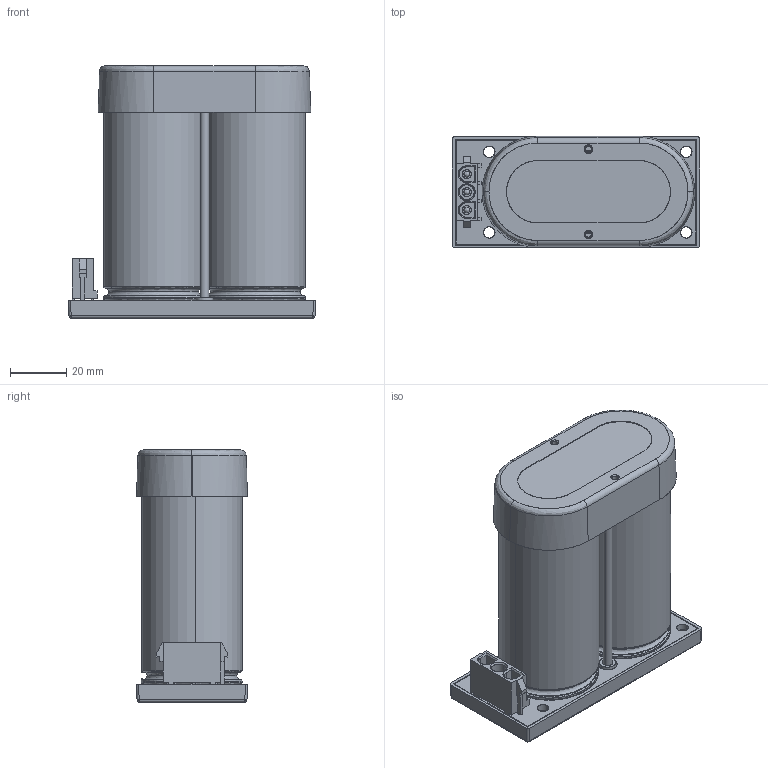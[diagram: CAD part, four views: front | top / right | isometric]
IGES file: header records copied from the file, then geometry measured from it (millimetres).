
Start section: SolidWorks IGES file using analytic representation for surfaces
Global section: file name: 18696.IGS; native system: SolidWorks 2011; preprocessor: SolidWorks 2011; author: kkamath; date: 110808.152723; units: inch
Bounding box: 87.63 x 39.37 x 89.38 mm (x, y, z)
Surface area: 52137.1 mm2 (no closed solid volume)
Topology: 0 solids, 0 shells, 610 faces, 7219 edges, 7201 vertices
Faces by surface type: bspline 372, revolution 238
